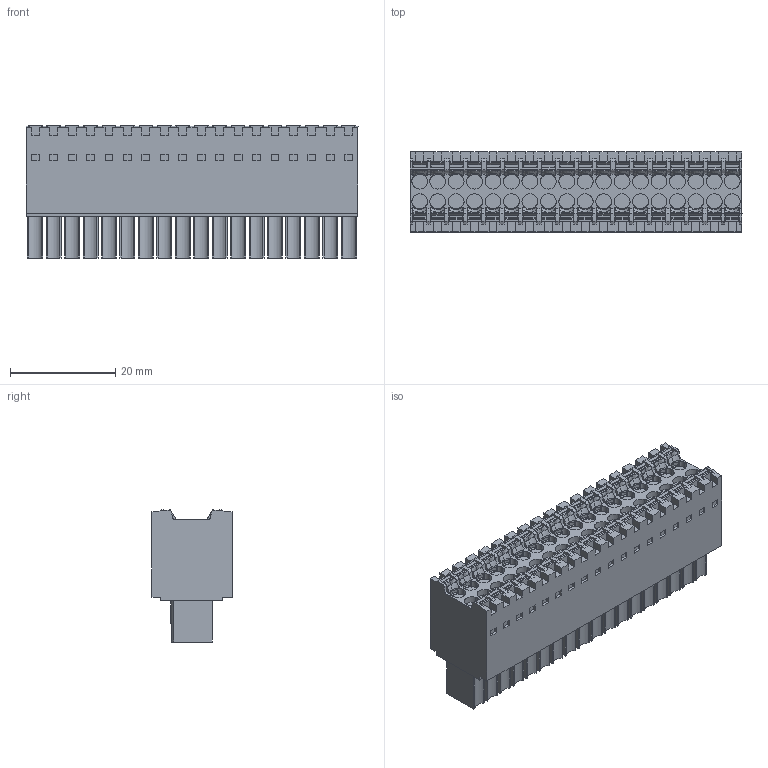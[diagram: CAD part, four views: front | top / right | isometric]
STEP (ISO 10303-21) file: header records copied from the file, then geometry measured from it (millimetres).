
FILE_DESCRIPTION(('CATIA V5 STEP','CAx-IF Rec.Pracs.--- Model Styling and Organization---1.4--- 2014-01-23'),'2;1');
FILE_NAME ('D1450452_1', '2023-08-22T06:44:27+00:00', ('none'), ('Weidmueller'), 'CATIA Version 5-6 Release 2016 SP3 HF44', 'CATIA V5 STEP AP214', 'none');
FILE_SCHEMA(('AUTOMOTIVE_DESIGN { 1 0 10303 214 1 1 1 1 }'));
Products named in the file (1): 1277640000
Bounding box: 63 x 15.2 x 25.05 mm (x, y, z)
Volume: 17525.1 mm3; surface area: 10853.2 mm2
Topology: 37 solids, 37 shells, 2380 faces, 6943 edges, 4727 vertices
Faces by surface type: plane 1548, cylinder 290, torus 215, extrusion 183, cone 72, bspline 72
Entity records: 81501 total; most frequent: CARTESIAN_POINT 25474, ORIENTED_EDGE 13886, DIRECTION 7864, EDGE_CURVE 6943, VECTOR 5102, LINE 4919, VERTEX_POINT 4727, EDGE_LOOP 2470
